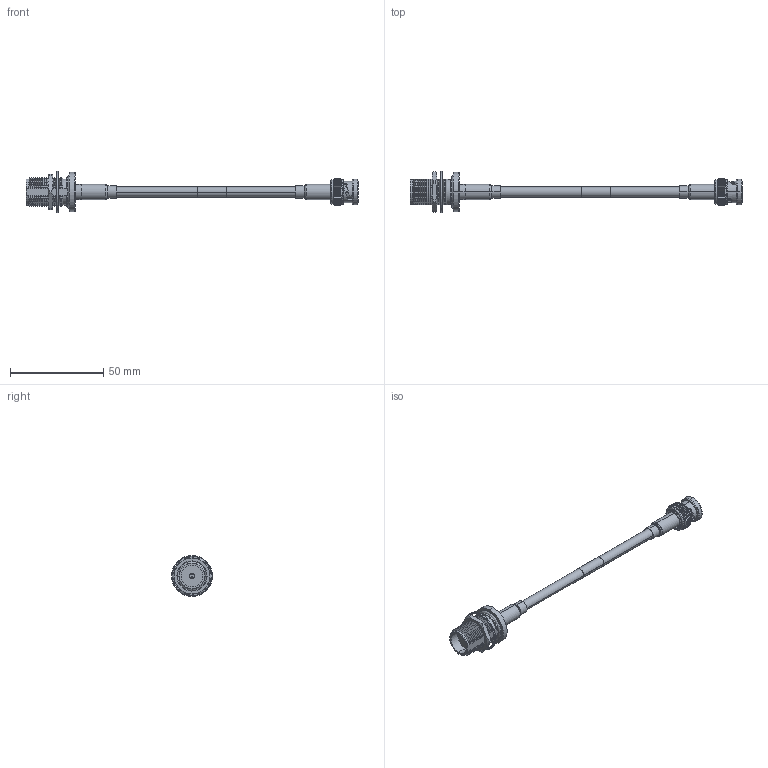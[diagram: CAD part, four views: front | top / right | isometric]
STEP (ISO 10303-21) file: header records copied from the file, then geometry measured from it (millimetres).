
FILE_DESCRIPTION (( 'STEP AP203' ), '1' );
FILE_NAME ('FMCA2681.STEP', '2022-03-09T16:20:20', ( '' ), ( '' ), 'SwSTEP 2.0', 'SolidWorks 2021', '' );
FILE_SCHEMA (( 'CONFIG_CONTROL_DESIGN' ));
Length unit declared in the file: millimetre
Products named in the file (11): PE4371-MA1; PE4371-MA2; FMCN1567; PE4371-MA4; FMCN1746___; PE4371-MA0; PE4371-MA3; FMCA2681; PE4371-MA5; RG223_with label; CA-240-MA1_.75" Long
Assembly tree (11 placements, depth 3):
  FMCA2681
    RG223_with label
    FMCN1567
    FMCN1746___
      PE4371-MA0
      PE4371-MA1
      PE4371-MA2
      PE4371-MA3
      PE4371-MA4
      PE4371-MA5
    CA-240-MA1_.75" Long  x2
Bounding box: 177.84 x 22 x 22 mm (x, y, z)
Volume: 9932.2 mm3; surface area: 12178.2 mm2
Topology: 12 solids, 12 shells, 2332 faces, 5189 edges, 2899 vertices
Faces by surface type: bspline 1068, plane 517, cylinder 434, cone 293, torus 20
Entity records: 96190 total; most frequent: CARTESIAN_POINT 56769, ORIENTED_EDGE 10290, DIRECTION 5358, EDGE_CURVE 5145, VERTEX_POINT 2875, EDGE_LOOP 2350, ADVANCED_FACE 2310, FACE_OUTER_BOUND 2310
